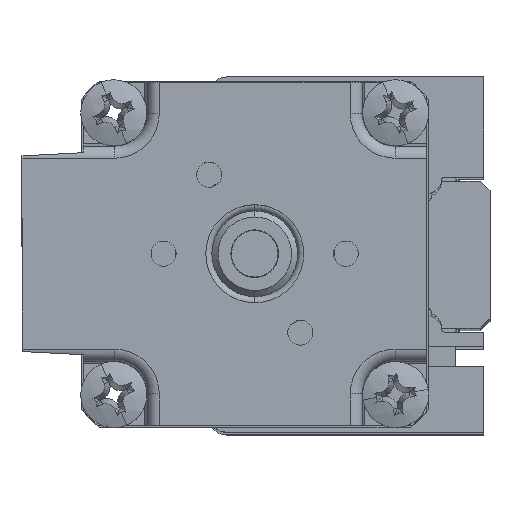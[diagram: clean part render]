
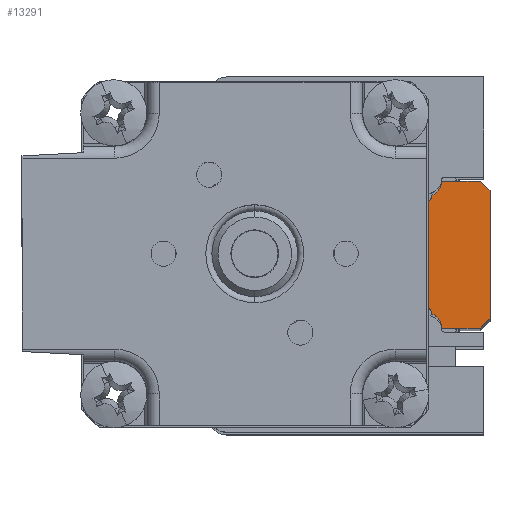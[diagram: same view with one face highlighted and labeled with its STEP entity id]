
A CAD part, top view. The second image highlights one B-rep face of the part: STEP entity #13291.
In plain terms, the highlighted planar face has unit normal (0, 0, 1).
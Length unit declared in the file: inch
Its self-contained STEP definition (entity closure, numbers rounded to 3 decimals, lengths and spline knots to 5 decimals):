
#681 = DIRECTION ( 'NONE',  ( 0., 1., 0. ) ) ;
#723 = DIRECTION ( 'NONE',  ( 0., 0., 1. ) ) ;
#725 = DIRECTION ( 'NONE',  ( 0., 0., 1. ) ) ;
#825 = VERTEX_POINT ( 'NONE', #19335 ) ;
#960 = CARTESIAN_POINT ( 'NONE',  ( 0.72306, 0.16177, 0.43307 ) ) ;
#969 = CIRCLE ( 'NONE', #20354, 0.01181 ) ;
#993 = VECTOR ( 'NONE', #20395, 39.37008 ) ;
#1089 = VECTOR ( 'NONE', #14570, 39.37008 ) ;
#1786 = CIRCLE ( 'NONE', #11152, 0.01772 ) ;
#1955 = LINE ( 'NONE', #960, #6436 ) ;
#2155 = CARTESIAN_POINT ( 'NONE',  ( 0.69157, -0.27917, 0.43307 ) ) ;
#2371 = CARTESIAN_POINT ( 'NONE',  ( 0.51834, 0.19327, 0.43307 ) ) ;
#2386 = DIRECTION ( 'NONE',  ( 0., 0., 1. ) ) ;
#2663 = CARTESIAN_POINT ( 'NONE',  ( 0.72306, -0.24768, 0.43307 ) ) ;
#2722 = VECTOR ( 'NONE', #19155, 39.37008 ) ;
#2897 = CIRCLE ( 'NONE', #11359, 0.04921 ) ;
#2943 = ORIENTED_EDGE ( 'NONE', *, *, #7355, .T. ) ;
#3456 = ORIENTED_EDGE ( 'NONE', *, *, #21932, .F. ) ;
#3711 = EDGE_CURVE ( 'NONE', #18217, #16659, #5844, .T. ) ;
#3834 = CARTESIAN_POINT ( 'NONE',  ( 0.56755, 0.19327, 0.43307 ) ) ;
#3927 = EDGE_CURVE ( 'NONE', #4284, #21854, #14664, .T. ) ;
#3989 = CARTESIAN_POINT ( 'NONE',  ( 0.72306, 0.16177, 0.43307 ) ) ;
#4051 = DIRECTION ( 'NONE',  ( 0., 1., 0. ) ) ;
#4284 = VERTEX_POINT ( 'NONE', #12904 ) ;
#4484 = VECTOR ( 'NONE', #12321, 39.37008 ) ;
#4585 = AXIS2_PLACEMENT_3D ( 'NONE', #12543, #2386, #14270 ) ;
#5029 = AXIS2_PLACEMENT_3D ( 'NONE', #19372, #10841, #681 ) ;
#5030 = DIRECTION ( 'NONE',  ( -1., 0., 0. ) ) ;
#5133 = ORIENTED_EDGE ( 'NONE', *, *, #22025, .T. ) ;
#5408 = DIRECTION ( 'NONE',  ( 0., 0., 1. ) ) ;
#5409 = EDGE_CURVE ( 'NONE', #9002, #15424, #1786, .T. ) ;
#5425 = ORIENTED_EDGE ( 'NONE', *, *, #10182, .T. ) ;
#5553 = CARTESIAN_POINT ( 'NONE',  ( 0.51834, -0.27917, 0.43307 ) ) ;
#5629 = LINE ( 'NONE', #7374, #18725 ) ;
#5844 = CIRCLE ( 'NONE', #4585, 0.01772 ) ;
#6111 = ORIENTED_EDGE ( 'NONE', *, *, #15909, .T. ) ;
#6130 = CARTESIAN_POINT ( 'NONE',  ( 0.4396, -0.26736, 0.43307 ) ) ;
#6289 = ORIENTED_EDGE ( 'NONE', *, *, #10037, .T. ) ;
#6436 = VECTOR ( 'NONE', #12833, 39.37008 ) ;
#6557 = EDGE_CURVE ( 'NONE', #9234, #17567, #11580, .T. ) ;
#6858 = VERTEX_POINT ( 'NONE', #13243 ) ;
#6937 = AXIS2_PLACEMENT_3D ( 'NONE', #2371, #14262, #4051 ) ;
#6953 = ORIENTED_EDGE ( 'NONE', *, *, #5409, .F. ) ;
#7145 = LINE ( 'NONE', #20887, #2722 ) ;
#7227 = DIRECTION ( 'NONE',  ( 0., -1., 0. ) ) ;
#7355 = EDGE_CURVE ( 'NONE', #6858, #9525, #969, .T. ) ;
#7367 = PLANE ( 'NONE',  #5029 ) ;
#7374 = CARTESIAN_POINT ( 'NONE',  ( 0.69157, -0.27917, 0.43307 ) ) ;
#7564 = CARTESIAN_POINT ( 'NONE',  ( 0.50067, -0.23324, 0.43307 ) ) ;
#7838 = DIRECTION ( 'NONE',  ( 0., 1., 0. ) ) ;
#8051 = CIRCLE ( 'NONE', #10435, 0.01772 ) ;
#8417 = CARTESIAN_POINT ( 'NONE',  ( 0.69157, 0.19327, 0.43307 ) ) ;
#8547 = CIRCLE ( 'NONE', #6937, 0.04921 ) ;
#8619 = CIRCLE ( 'NONE', #10808, 0.01181 ) ;
#8747 = VERTEX_POINT ( 'NONE', #14873 ) ;
#8886 = CARTESIAN_POINT ( 'NONE',  ( 0.51834, -0.23193, 0.43307 ) ) ;
#8935 = DIRECTION ( 'NONE',  ( 0., 0., 1. ) ) ;
#9002 = VERTEX_POINT ( 'NONE', #10426 ) ;
#9094 = DIRECTION ( 'NONE',  ( 1., 0., 0. ) ) ;
#9234 = VERTEX_POINT ( 'NONE', #7564 ) ;
#9283 = CARTESIAN_POINT ( 'NONE',  ( 0.69157, -0.27917, 0.43307 ) ) ;
#9525 = VERTEX_POINT ( 'NONE', #13688 ) ;
#9531 = VECTOR ( 'NONE', #11710, 39.37008 ) ;
#9537 = VERTEX_POINT ( 'NONE', #17124 ) ;
#9989 = CARTESIAN_POINT ( 'NONE',  ( 0.69157, 0.19327, 0.43307 ) ) ;
#10037 = EDGE_CURVE ( 'NONE', #21036, #6858, #16230, .T. ) ;
#10182 = EDGE_CURVE ( 'NONE', #8747, #16288, #14631, .T. ) ;
#10232 = VERTEX_POINT ( 'NONE', #3989 ) ;
#10426 = CARTESIAN_POINT ( 'NONE',  ( 0.53601, -0.23324, 0.43307 ) ) ;
#10435 = AXIS2_PLACEMENT_3D ( 'NONE', #8886, #20888, #10635 ) ;
#10635 = DIRECTION ( 'NONE',  ( 0., -1., 0. ) ) ;
#10742 = EDGE_CURVE ( 'NONE', #8747, #9002, #2897, .T. ) ;
#10808 = AXIS2_PLACEMENT_3D ( 'NONE', #6130, #18112, #7838 ) ;
#10841 = DIRECTION ( 'NONE',  ( 0., 0., 1. ) ) ;
#10878 = CARTESIAN_POINT ( 'NONE',  ( 0.51834, -0.23193, 0.43307 ) ) ;
#10882 = CARTESIAN_POINT ( 'NONE',  ( 0.51834, -0.27917, 0.43307 ) ) ;
#11152 = AXIS2_PLACEMENT_3D ( 'NONE', #10878, #723, #12606 ) ;
#11298 = FACE_OUTER_BOUND ( 'NONE', #20788, .T. ) ;
#11359 = AXIS2_PLACEMENT_3D ( 'NONE', #10882, #725, #12609 ) ;
#11580 = CIRCLE ( 'NONE', #12440, 0.04921 ) ;
#11600 = EDGE_CURVE ( 'NONE', #21036, #18217, #16423, .T. ) ;
#11710 = DIRECTION ( 'NONE',  ( -1., 0., 0. ) ) ;
#11787 = EDGE_CURVE ( 'NONE', #20569, #9537, #8619, .T. ) ;
#12194 = ORIENTED_EDGE ( 'NONE', *, *, #16764, .T. ) ;
#12321 = DIRECTION ( 'NONE',  ( 1., 0., 0. ) ) ;
#12440 = AXIS2_PLACEMENT_3D ( 'NONE', #5553, #17493, #7227 ) ;
#12543 = CARTESIAN_POINT ( 'NONE',  ( 0.51834, 0.14602, 0.43307 ) ) ;
#12606 = DIRECTION ( 'NONE',  ( 0., -1., 0. ) ) ;
#12609 = DIRECTION ( 'NONE',  ( 0., 1., 0. ) ) ;
#12724 = CARTESIAN_POINT ( 'NONE',  ( 0.46913, 0.19327, 0.43307 ) ) ;
#12743 = EDGE_CURVE ( 'NONE', #15424, #9234, #8051, .T. ) ;
#12833 = DIRECTION ( 'NONE',  ( -0.707, 0.707, 0. ) ) ;
#12904 = CARTESIAN_POINT ( 'NONE',  ( 0.69157, 0.19327, 0.43307 ) ) ;
#13243 = CARTESIAN_POINT ( 'NONE',  ( 0.4396, 0.19327, 0.43307 ) ) ;
#13291 = ADVANCED_FACE ( 'NONE', ( #11298 ), #7367, .T. ) ;
#13688 = CARTESIAN_POINT ( 'NONE',  ( 0.42779, 0.18146, 0.43307 ) ) ;
#13954 = ORIENTED_EDGE ( 'NONE', *, *, #6557, .F. ) ;
#14262 = DIRECTION ( 'NONE',  ( 0., 0., 1. ) ) ;
#14270 = DIRECTION ( 'NONE',  ( 0., 1., 0. ) ) ;
#14311 = ORIENTED_EDGE ( 'NONE', *, *, #18002, .T. ) ;
#14473 = ORIENTED_EDGE ( 'NONE', *, *, #12743, .F. ) ;
#14570 = DIRECTION ( 'NONE',  ( 0.707, 0.707, 0. ) ) ;
#14631 = LINE ( 'NONE', #2155, #4484 ) ;
#14664 = LINE ( 'NONE', #9989, #9531 ) ;
#14873 = CARTESIAN_POINT ( 'NONE',  ( 0.56755, -0.27917, 0.43307 ) ) ;
#15424 = VERTEX_POINT ( 'NONE', #19715 ) ;
#15442 = ORIENTED_EDGE ( 'NONE', *, *, #3711, .F. ) ;
#15635 = CARTESIAN_POINT ( 'NONE',  ( 0.4396, 0.18146, 0.43307 ) ) ;
#15656 = ORIENTED_EDGE ( 'NONE', *, *, #3927, .T. ) ;
#15909 = EDGE_CURVE ( 'NONE', #9537, #17567, #5629, .T. ) ;
#16230 = LINE ( 'NONE', #8417, #19712 ) ;
#16288 = VERTEX_POINT ( 'NONE', #9283 ) ;
#16423 = CIRCLE ( 'NONE', #18134, 0.04921 ) ;
#16659 = VERTEX_POINT ( 'NONE', #20589 ) ;
#16764 = EDGE_CURVE ( 'NONE', #9525, #20569, #7145, .T. ) ;
#16996 = ORIENTED_EDGE ( 'NONE', *, *, #11600, .F. ) ;
#17124 = CARTESIAN_POINT ( 'NONE',  ( 0.4396, -0.27917, 0.43307 ) ) ;
#17349 = DIRECTION ( 'NONE',  ( 0., 1., 0. ) ) ;
#17493 = DIRECTION ( 'NONE',  ( 0., 0., 1. ) ) ;
#17567 = VERTEX_POINT ( 'NONE', #21535 ) ;
#18002 = EDGE_CURVE ( 'NONE', #16288, #825, #18668, .T. ) ;
#18112 = DIRECTION ( 'NONE',  ( 0., 0., 1. ) ) ;
#18134 = AXIS2_PLACEMENT_3D ( 'NONE', #19207, #8935, #20939 ) ;
#18143 = CARTESIAN_POINT ( 'NONE',  ( 0.42779, -0.26736, 0.43307 ) ) ;
#18217 = VERTEX_POINT ( 'NONE', #18516 ) ;
#18439 = ORIENTED_EDGE ( 'NONE', *, *, #20223, .T. ) ;
#18516 = CARTESIAN_POINT ( 'NONE',  ( 0.50067, 0.14733, 0.43307 ) ) ;
#18668 = LINE ( 'NONE', #2663, #1089 ) ;
#18725 = VECTOR ( 'NONE', #9094, 39.37008 ) ;
#18741 = ORIENTED_EDGE ( 'NONE', *, *, #10742, .F. ) ;
#19087 = LINE ( 'NONE', #22119, #993 ) ;
#19155 = DIRECTION ( 'NONE',  ( 0., -1., 0. ) ) ;
#19207 = CARTESIAN_POINT ( 'NONE',  ( 0.51834, 0.19327, 0.43307 ) ) ;
#19335 = CARTESIAN_POINT ( 'NONE',  ( 0.72306, -0.24768, 0.43307 ) ) ;
#19372 = CARTESIAN_POINT ( 'NONE',  ( 0.72306, -0.27917, 0.43307 ) ) ;
#19712 = VECTOR ( 'NONE', #5030, 39.37008 ) ;
#19715 = CARTESIAN_POINT ( 'NONE',  ( 0.51834, -0.21421, 0.43307 ) ) ;
#20223 = EDGE_CURVE ( 'NONE', #825, #10232, #19087, .T. ) ;
#20354 = AXIS2_PLACEMENT_3D ( 'NONE', #15635, #5408, #17349 ) ;
#20395 = DIRECTION ( 'NONE',  ( 0., 1., 0. ) ) ;
#20569 = VERTEX_POINT ( 'NONE', #18143 ) ;
#20589 = CARTESIAN_POINT ( 'NONE',  ( 0.53601, 0.14733, 0.43307 ) ) ;
#20788 = EDGE_LOOP ( 'NONE', ( #6289, #2943, #12194, #22019, #6111, #13954, #14473, #6953, #18741, #5425, #14311, #18439, #5133, #15656, #3456, #15442, #16996 ) ) ;
#20887 = CARTESIAN_POINT ( 'NONE',  ( 0.42779, 0.19327, 0.43307 ) ) ;
#20888 = DIRECTION ( 'NONE',  ( 0., 0., 1. ) ) ;
#20939 = DIRECTION ( 'NONE',  ( 0., 1., 0. ) ) ;
#21036 = VERTEX_POINT ( 'NONE', #12724 ) ;
#21535 = CARTESIAN_POINT ( 'NONE',  ( 0.46913, -0.27917, 0.43307 ) ) ;
#21854 = VERTEX_POINT ( 'NONE', #3834 ) ;
#21932 = EDGE_CURVE ( 'NONE', #16659, #21854, #8547, .T. ) ;
#22019 = ORIENTED_EDGE ( 'NONE', *, *, #11787, .T. ) ;
#22025 = EDGE_CURVE ( 'NONE', #10232, #4284, #1955, .T. ) ;
#22119 = CARTESIAN_POINT ( 'NONE',  ( 0.72306, 0.16177, 0.43307 ) ) ;
